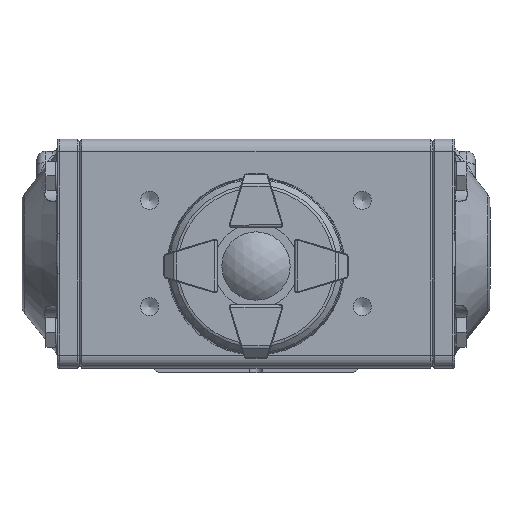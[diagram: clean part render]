
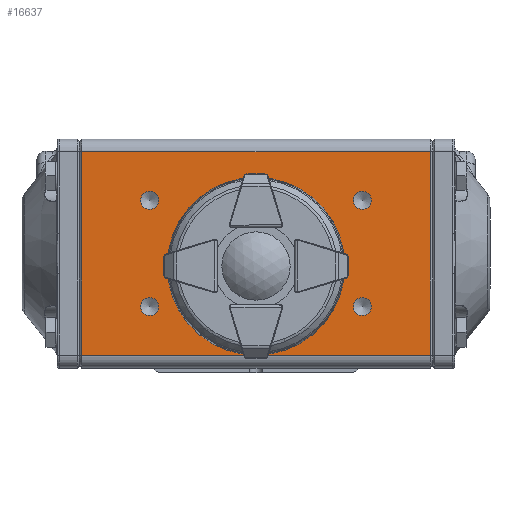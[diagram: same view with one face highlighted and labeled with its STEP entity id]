
A CAD part, top view. The second image highlights one B-rep face of the part: STEP entity #16637.
In plain terms, the highlighted face is planar.
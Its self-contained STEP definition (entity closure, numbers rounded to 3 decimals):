
#751=PLANE('',#18533);
#1901=LINE('',#30410,#2857);
#1902=LINE('',#30413,#2858);
#1903=LINE('',#30415,#2859);
#1904=LINE('',#30417,#2860);
#2857=VECTOR('',#21852,1000.);
#2858=VECTOR('',#21853,1000.);
#2859=VECTOR('',#21854,1000.);
#2860=VECTOR('',#21855,1000.);
#5385=ORIENTED_EDGE('',*,*,#9300,.F.);
#5386=ORIENTED_EDGE('',*,*,#9301,.T.);
#5387=ORIENTED_EDGE('',*,*,#9302,.T.);
#5388=ORIENTED_EDGE('',*,*,#9303,.T.);
#5389=ORIENTED_EDGE('',*,*,#9165,.F.);
#5390=ORIENTED_EDGE('',*,*,#9167,.F.);
#5391=ORIENTED_EDGE('',*,*,#9169,.F.);
#5392=ORIENTED_EDGE('',*,*,#9171,.F.);
#5393=ORIENTED_EDGE('',*,*,#9135,.F.);
#9135=EDGE_CURVE('',#11282,#11282,#12516,.T.);
#9165=EDGE_CURVE('',#11318,#11318,#12542,.T.);
#9167=EDGE_CURVE('',#11321,#11321,#12544,.T.);
#9169=EDGE_CURVE('',#11324,#11324,#12546,.T.);
#9171=EDGE_CURVE('',#11327,#11327,#12548,.T.);
#9300=EDGE_CURVE('',#11432,#11433,#1901,.T.);
#9301=EDGE_CURVE('',#11432,#11434,#1902,.T.);
#9302=EDGE_CURVE('',#11434,#11435,#1903,.T.);
#9303=EDGE_CURVE('',#11435,#11433,#1904,.T.);
#11282=VERTEX_POINT('',#29783);
#11318=VERTEX_POINT('',#29870);
#11321=VERTEX_POINT('',#29877);
#11324=VERTEX_POINT('',#29884);
#11327=VERTEX_POINT('',#29891);
#11432=VERTEX_POINT('',#30411);
#11433=VERTEX_POINT('',#30412);
#11434=VERTEX_POINT('',#30414);
#11435=VERTEX_POINT('',#30416);
#12516=CIRCLE('',#18381,10.);
#12542=CIRCLE('',#18428,2.1);
#12544=CIRCLE('',#18432,2.1);
#12546=CIRCLE('',#18436,2.1);
#12548=CIRCLE('',#18440,2.1);
#13737=EDGE_LOOP('',(#5385,#5386,#5387,#5388));
#13738=EDGE_LOOP('',(#5389));
#13739=EDGE_LOOP('',(#5390));
#13740=EDGE_LOOP('',(#5391));
#13741=EDGE_LOOP('',(#5392));
#13742=EDGE_LOOP('',(#5393));
#15156=FACE_BOUND('',#13737,.T.);
#15157=FACE_BOUND('',#13738,.T.);
#15158=FACE_BOUND('',#13739,.T.);
#15159=FACE_BOUND('',#13740,.T.);
#15160=FACE_BOUND('',#13741,.T.);
#15161=FACE_BOUND('',#13742,.T.);
#16637=ADVANCED_FACE('',(#15156,#15157,#15158,#15159,#15160,#15161),#751,
 .F.);
#18381=AXIS2_PLACEMENT_3D('',#29782,#21520,#21521);
#18428=AXIS2_PLACEMENT_3D('',#29869,#21618,#21619);
#18432=AXIS2_PLACEMENT_3D('',#29876,#21626,#21627);
#18436=AXIS2_PLACEMENT_3D('',#29883,#21634,#21635);
#18440=AXIS2_PLACEMENT_3D('',#29890,#21642,#21643);
#18533=AXIS2_PLACEMENT_3D('',#30409,#21850,#21851);
#21520=DIRECTION('',(0.,1.,0.));
#21521=DIRECTION('',(0.,0.,-1.));
#21618=DIRECTION('',(0.,1.,0.));
#21619=DIRECTION('',(0.,0.,1.));
#21626=DIRECTION('',(0.,1.,0.));
#21627=DIRECTION('',(0.,0.,1.));
#21634=DIRECTION('',(0.,1.,0.));
#21635=DIRECTION('',(0.,0.,1.));
#21642=DIRECTION('',(0.,1.,0.));
#21643=DIRECTION('',(0.,0.,1.));
#21850=DIRECTION('',(0.,-1.,0.));
#21851=DIRECTION('',(0.,0.,-1.));
#21852=DIRECTION('',(0.,0.,-1.));
#21853=DIRECTION('',(1.,0.,0.));
#21854=DIRECTION('',(0.,0.,-1.));
#21855=DIRECTION('',(-1.,0.,0.));
#29782=CARTESIAN_POINT('',(0.,23.9,0.));
#29783=CARTESIAN_POINT('',(0.,23.9,-10.));
#29869=CARTESIAN_POINT('',(9.5,23.9,-25.));
#29870=CARTESIAN_POINT('',(9.5,23.9,-22.9));
#29876=CARTESIAN_POINT('',(9.5,23.9,25.));
#29877=CARTESIAN_POINT('',(9.5,23.9,27.1));
#29883=CARTESIAN_POINT('',(-15.5,23.9,-25.));
#29884=CARTESIAN_POINT('',(-15.5,23.9,-22.9));
#29890=CARTESIAN_POINT('',(-15.5,23.9,25.));
#29891=CARTESIAN_POINT('',(-15.5,23.9,27.1));
#30409=CARTESIAN_POINT('',(20.9,23.9,41.5));
#30410=CARTESIAN_POINT('',(-26.9,23.9,41.5));
#30411=CARTESIAN_POINT('',(-26.9,23.9,40.9));
#30412=CARTESIAN_POINT('',(-26.9,23.9,-40.9));
#30413=CARTESIAN_POINT('',(20.9,23.9,40.9));
#30414=CARTESIAN_POINT('',(20.9,23.9,40.9));
#30415=CARTESIAN_POINT('',(20.9,23.9,41.5));
#30416=CARTESIAN_POINT('',(20.9,23.9,-40.9));
#30417=CARTESIAN_POINT('',(20.9,23.9,-40.9));
